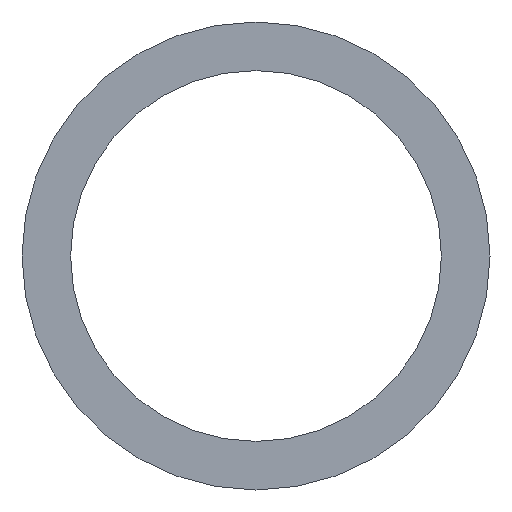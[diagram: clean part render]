
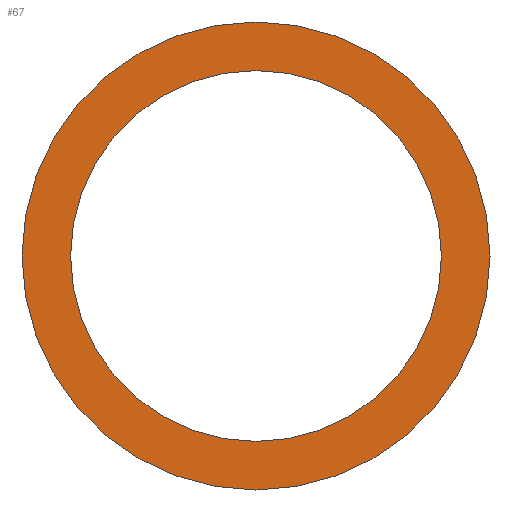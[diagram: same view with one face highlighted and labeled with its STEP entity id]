
A CAD part, front view. The second image highlights one B-rep face of the part: STEP entity #67.
In plain terms, the highlighted planar face has unit normal (0, -1, 0).
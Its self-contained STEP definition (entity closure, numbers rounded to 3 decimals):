
#19=FACE_BOUND('',#30,.T.);
#21=PLANE('',#90);
#25=FACE_OUTER_BOUND('',#29,.T.);
#29=EDGE_LOOP('',(#59));
#30=EDGE_LOOP('',(#60));
#37=CIRCLE('',#85,7.25);
#39=CIRCLE('',#88,9.15);
#41=VERTEX_POINT('',#120);
#43=VERTEX_POINT('',#126);
#45=EDGE_CURVE('',#41,#41,#37,.T.);
#48=EDGE_CURVE('',#43,#43,#39,.T.);
#59=ORIENTED_EDGE('',*,*,#48,.T.);
#60=ORIENTED_EDGE('',*,*,#45,.T.);
#67=ADVANCED_FACE('',(#25,#19),#21,.T.);
#85=AXIS2_PLACEMENT_3D('',#121,#99,#100);
#88=AXIS2_PLACEMENT_3D('',#127,#106,#107);
#90=AXIS2_PLACEMENT_3D('',#131,#111,#112);
#99=DIRECTION('center_axis',(0.,1.,0.));
#100=DIRECTION('ref_axis',(1.,0.,0.));
#106=DIRECTION('center_axis',(0.,-1.,0.));
#107=DIRECTION('ref_axis',(1.,0.,0.));
#111=DIRECTION('center_axis',(0.,-1.,0.));
#112=DIRECTION('ref_axis',(1.,0.,0.));
#120=CARTESIAN_POINT('',(-7.25,11.2,0.));
#121=CARTESIAN_POINT('Origin',(0.,11.2,0.));
#126=CARTESIAN_POINT('',(-9.15,11.2,0.));
#127=CARTESIAN_POINT('Origin',(0.,11.2,0.));
#131=CARTESIAN_POINT('Origin',(0.,11.2,0.));
